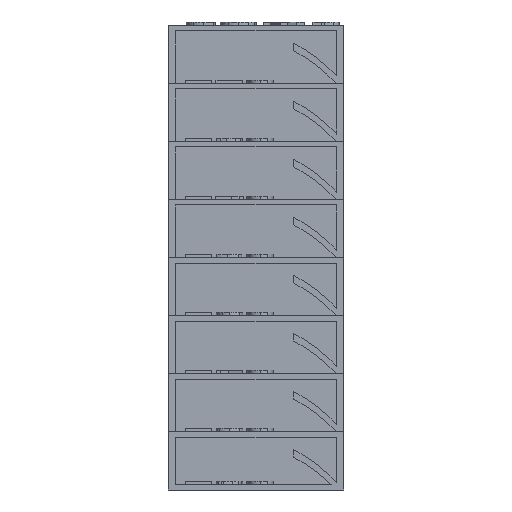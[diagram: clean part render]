
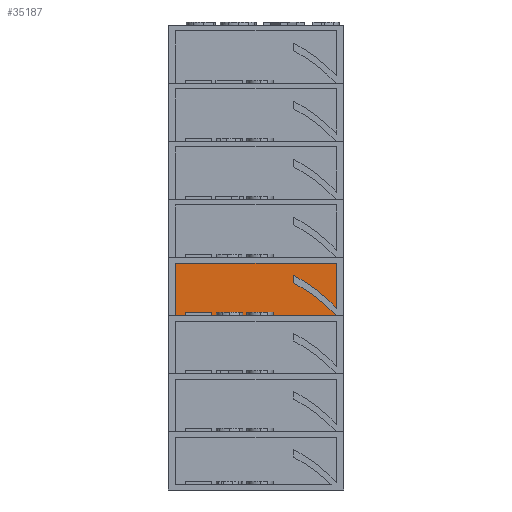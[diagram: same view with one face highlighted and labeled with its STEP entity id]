
A CAD part, front view. The second image highlights one B-rep face of the part: STEP entity #35187.
In plain terms, the highlighted planar face has unit normal (0, -1, 0).
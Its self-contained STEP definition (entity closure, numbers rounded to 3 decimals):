
#34244 = PLANE('',#34245);
#34245 = AXIS2_PLACEMENT_3D('',#34246,#34247,#34248);
#34246 = CARTESIAN_POINT('',(0.,2.331,29.7));
#34247 = DIRECTION('',(0.,0.,1.));
#34248 = DIRECTION('',(1.,0.,0.));
#34381 = VERTEX_POINT('',#34382);
#34382 = CARTESIAN_POINT('',(13.7,3.7,29.7));
#34396 = PLANE('',#34397);
#34397 = AXIS2_PLACEMENT_3D('',#34398,#34399,#34400);
#34398 = CARTESIAN_POINT('',(13.7,-5.,29.7));
#34399 = DIRECTION('',(-1.,0.,0.));
#34400 = DIRECTION('',(0.,1.,0.));
#34408 = EDGE_CURVE('',#34381,#34409,#34411,.T.);
#34409 = VERTEX_POINT('',#34410);
#34410 = CARTESIAN_POINT('',(-13.7,3.7,29.7));
#34411 = SURFACE_CURVE('',#34412,(#34416,#34423),.PCURVE_S1.);
#34412 = LINE('',#34413,#34414);
#34413 = CARTESIAN_POINT('',(13.7,3.7,29.7));
#34414 = VECTOR('',#34415,1.);
#34415 = DIRECTION('',(-1.,0.,0.));
#34416 = PCURVE('',#34244,#34417);
#34417 = DEFINITIONAL_REPRESENTATION('',(#34418),#34422);
#34418 = LINE('',#34419,#34420);
#34419 = CARTESIAN_POINT('',(13.7,1.369));
#34420 = VECTOR('',#34421,1.);
#34421 = DIRECTION('',(-1.,0.));
#34422 = ( GEOMETRIC_REPRESENTATION_CONTEXT(2) 
PARAMETRIC_REPRESENTATION_CONTEXT() REPRESENTATION_CONTEXT('2D SPACE',''
  ) );
#34423 = PCURVE('',#34424,#34429);
#34424 = PLANE('',#34425);
#34425 = AXIS2_PLACEMENT_3D('',#34426,#34427,#34428);
#34426 = CARTESIAN_POINT('',(13.7,3.7,29.7));
#34427 = DIRECTION('',(0.,-1.,0.));
#34428 = DIRECTION('',(-1.,0.,0.));
#34429 = DEFINITIONAL_REPRESENTATION('',(#34430),#34434);
#34430 = LINE('',#34431,#34432);
#34431 = CARTESIAN_POINT('',(0.,-0.));
#34432 = VECTOR('',#34433,1.);
#34433 = DIRECTION('',(1.,0.));
#34434 = ( GEOMETRIC_REPRESENTATION_CONTEXT(2) 
PARAMETRIC_REPRESENTATION_CONTEXT() REPRESENTATION_CONTEXT('2D SPACE',''
  ) );
#34452 = PLANE('',#34453);
#34453 = AXIS2_PLACEMENT_3D('',#34454,#34455,#34456);
#34454 = CARTESIAN_POINT('',(-13.7,3.7,29.7));
#34455 = DIRECTION('',(1.,0.,0.));
#34456 = DIRECTION('',(0.,-1.,0.));
#34737 = PLANE('',#34738);
#34738 = AXIS2_PLACEMENT_3D('',#34739,#34740,#34741);
#34739 = CARTESIAN_POINT('',(0.,0.,38.7));
#34740 = DIRECTION('',(0.,0.,1.));
#34741 = DIRECTION('',(1.,0.,0.));
#35144 = VERTEX_POINT('',#35145);
#35145 = CARTESIAN_POINT('',(13.7,3.7,38.7));
#35166 = EDGE_CURVE('',#34381,#35144,#35167,.T.);
#35167 = SURFACE_CURVE('',#35168,(#35172,#35179),.PCURVE_S1.);
#35168 = LINE('',#35169,#35170);
#35169 = CARTESIAN_POINT('',(13.7,3.7,29.7));
#35170 = VECTOR('',#35171,1.);
#35171 = DIRECTION('',(0.,0.,1.));
#35172 = PCURVE('',#34396,#35173);
#35173 = DEFINITIONAL_REPRESENTATION('',(#35174),#35178);
#35174 = LINE('',#35175,#35176);
#35175 = CARTESIAN_POINT('',(8.7,0.));
#35176 = VECTOR('',#35177,1.);
#35177 = DIRECTION('',(0.,-1.));
#35178 = ( GEOMETRIC_REPRESENTATION_CONTEXT(2) 
PARAMETRIC_REPRESENTATION_CONTEXT() REPRESENTATION_CONTEXT('2D SPACE',''
  ) );
#35179 = PCURVE('',#34424,#35180);
#35180 = DEFINITIONAL_REPRESENTATION('',(#35181),#35185);
#35181 = LINE('',#35182,#35183);
#35182 = CARTESIAN_POINT('',(0.,-0.));
#35183 = VECTOR('',#35184,1.);
#35184 = DIRECTION('',(0.,-1.));
#35185 = ( GEOMETRIC_REPRESENTATION_CONTEXT(2) 
PARAMETRIC_REPRESENTATION_CONTEXT() REPRESENTATION_CONTEXT('2D SPACE',''
  ) );
#35187 = ADVANCED_FACE('',(#35188),#34424,.T.);
#35188 = FACE_BOUND('',#35189,.T.);
#35189 = EDGE_LOOP('',(#35190,#35191,#35192,#35215));
#35190 = ORIENTED_EDGE('',*,*,#34408,.F.);
#35191 = ORIENTED_EDGE('',*,*,#35166,.T.);
#35192 = ORIENTED_EDGE('',*,*,#35193,.T.);
#35193 = EDGE_CURVE('',#35144,#35194,#35196,.T.);
#35194 = VERTEX_POINT('',#35195);
#35195 = CARTESIAN_POINT('',(-13.7,3.7,38.7));
#35196 = SURFACE_CURVE('',#35197,(#35201,#35208),.PCURVE_S1.);
#35197 = LINE('',#35198,#35199);
#35198 = CARTESIAN_POINT('',(6.85,3.7,38.7));
#35199 = VECTOR('',#35200,1.);
#35200 = DIRECTION('',(-1.,0.,0.));
#35201 = PCURVE('',#34424,#35202);
#35202 = DEFINITIONAL_REPRESENTATION('',(#35203),#35207);
#35203 = LINE('',#35204,#35205);
#35204 = CARTESIAN_POINT('',(6.85,-9.));
#35205 = VECTOR('',#35206,1.);
#35206 = DIRECTION('',(1.,0.));
#35207 = ( GEOMETRIC_REPRESENTATION_CONTEXT(2) 
PARAMETRIC_REPRESENTATION_CONTEXT() REPRESENTATION_CONTEXT('2D SPACE',''
  ) );
#35208 = PCURVE('',#34737,#35209);
#35209 = DEFINITIONAL_REPRESENTATION('',(#35210),#35214);
#35210 = LINE('',#35211,#35212);
#35211 = CARTESIAN_POINT('',(6.85,3.7));
#35212 = VECTOR('',#35213,1.);
#35213 = DIRECTION('',(-1.,0.));
#35214 = ( GEOMETRIC_REPRESENTATION_CONTEXT(2) 
PARAMETRIC_REPRESENTATION_CONTEXT() REPRESENTATION_CONTEXT('2D SPACE',''
  ) );
#35215 = ORIENTED_EDGE('',*,*,#35216,.F.);
#35216 = EDGE_CURVE('',#34409,#35194,#35217,.T.);
#35217 = SURFACE_CURVE('',#35218,(#35222,#35229),.PCURVE_S1.);
#35218 = LINE('',#35219,#35220);
#35219 = CARTESIAN_POINT('',(-13.7,3.7,29.7));
#35220 = VECTOR('',#35221,1.);
#35221 = DIRECTION('',(0.,0.,1.));
#35222 = PCURVE('',#34424,#35223);
#35223 = DEFINITIONAL_REPRESENTATION('',(#35224),#35228);
#35224 = LINE('',#35225,#35226);
#35225 = CARTESIAN_POINT('',(27.4,0.));
#35226 = VECTOR('',#35227,1.);
#35227 = DIRECTION('',(0.,-1.));
#35228 = ( GEOMETRIC_REPRESENTATION_CONTEXT(2) 
PARAMETRIC_REPRESENTATION_CONTEXT() REPRESENTATION_CONTEXT('2D SPACE',''
  ) );
#35229 = PCURVE('',#34452,#35230);
#35230 = DEFINITIONAL_REPRESENTATION('',(#35231),#35235);
#35231 = LINE('',#35232,#35233);
#35232 = CARTESIAN_POINT('',(0.,0.));
#35233 = VECTOR('',#35234,1.);
#35234 = DIRECTION('',(0.,-1.));
#35235 = ( GEOMETRIC_REPRESENTATION_CONTEXT(2) 
PARAMETRIC_REPRESENTATION_CONTEXT() REPRESENTATION_CONTEXT('2D SPACE',''
  ) );
